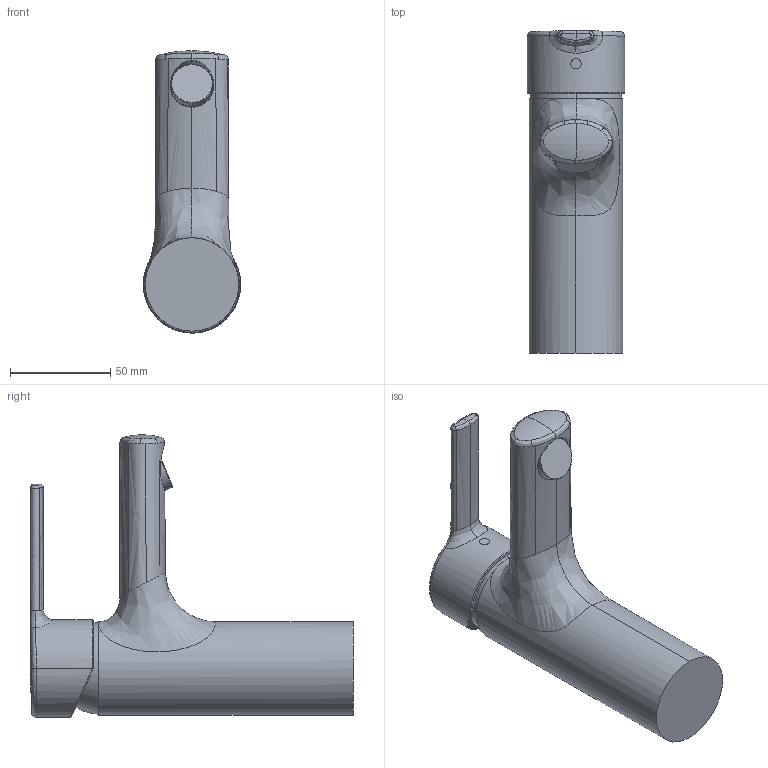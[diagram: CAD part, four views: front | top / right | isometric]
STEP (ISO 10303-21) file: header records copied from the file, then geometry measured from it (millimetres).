
FILE_DESCRIPTION (( 'STEP AP203' ), '1' );
FILE_NAME ('03082273.STEP', '2018-01-23T12:21:01', ( '' ), ( '' ), 'SwSTEP 2.0', 'SolidWorks 2016', '' );
FILE_SCHEMA (( 'CONFIG_CONTROL_DESIGN' ));
Length unit declared in the file: millimetre
Products named in the file (1): 03082273
Bounding box: 48.5 x 160.61 x 140.56 mm (x, y, z)
Volume: 349287.9 mm3; surface area: 39609.3 mm2
Topology: 1 solids, 1 shells, 77 faces, 188 edges, 111 vertices
Faces by surface type: bspline 61, cylinder 8, cone 4, torus 2, plane 2
Entity records: 8962 total; most frequent: CARTESIAN_POINT 7568, ORIENTED_EDGE 368, EDGE_CURVE 184, B_SPLINE_CURVE_WITH_KNOTS 135, VERTEX_POINT 111, DIRECTION 97, EDGE_LOOP 79, FACE_OUTER_BOUND 77
